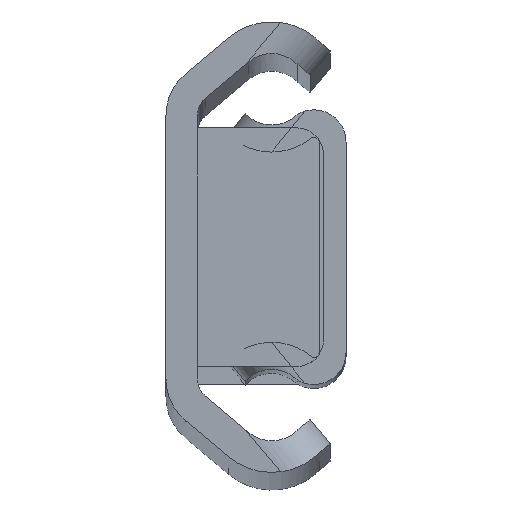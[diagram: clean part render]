
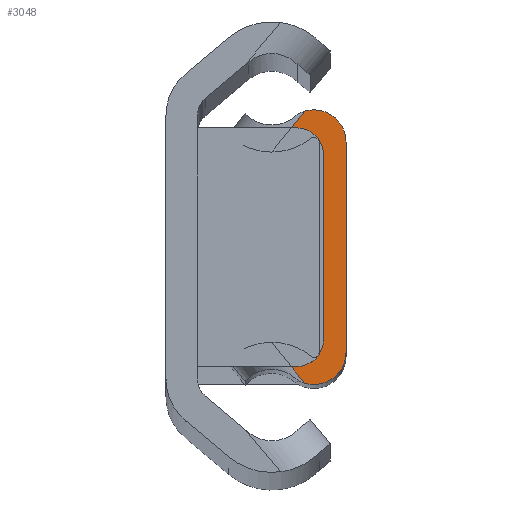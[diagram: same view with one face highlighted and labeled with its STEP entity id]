
A CAD part, top view. The second image highlights one B-rep face of the part: STEP entity #3048.
In plain terms, the highlighted planar face has unit normal (0, 0, 1).
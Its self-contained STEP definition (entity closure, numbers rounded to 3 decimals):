
#42 = CARTESIAN_POINT ( 'NONE',  ( -1.838, -6.041, 0. ) ) ;
#106 = ORIENTED_EDGE ( 'NONE', *, *, #5691, .T. ) ;
#197 = VERTEX_POINT ( 'NONE', #3276 ) ;
#203 = ORIENTED_EDGE ( 'NONE', *, *, #940, .T. ) ;
#219 = DIRECTION ( 'NONE',  ( 0., 0., 1. ) ) ;
#317 = CARTESIAN_POINT ( 'NONE',  ( 0., -4.669, 0. ) ) ;
#326 = ORIENTED_EDGE ( 'NONE', *, *, #3041, .T. ) ;
#436 = ORIENTED_EDGE ( 'NONE', *, *, #2600, .T. ) ;
#446 = VECTOR ( 'NONE', #2915, 1000. ) ;
#498 = EDGE_CURVE ( 'NONE', #3876, #1491, #3292, .T. ) ;
#583 = CARTESIAN_POINT ( 'NONE',  ( -1.431, 4.669, 0. ) ) ;
#595 = CARTESIAN_POINT ( 'NONE',  ( -1.431, -4.669, 0. ) ) ;
#716 = DIRECTION ( 'NONE',  ( 0., 0., -1. ) ) ;
#739 = AXIS2_PLACEMENT_3D ( 'NONE', #1030, #5508, #5546 ) ;
#773 = DIRECTION ( 'NONE',  ( -0.628, -0.779, 0. ) ) ;
#794 = CARTESIAN_POINT ( 'NONE',  ( -1.431, -4.669, 0. ) ) ;
#940 = EDGE_CURVE ( 'NONE', #197, #4612, #3082, .T. ) ;
#960 = VERTEX_POINT ( 'NONE', #3251 ) ;
#1014 = LINE ( 'NONE', #2362, #5793 ) ;
#1030 = CARTESIAN_POINT ( 'NONE',  ( -3.3, -7.012, 0. ) ) ;
#1491 = VERTEX_POINT ( 'NONE', #1863 ) ;
#1598 = ORIENTED_EDGE ( 'NONE', *, *, #4272, .T. ) ;
#1639 = DIRECTION ( 'NONE',  ( 0., 0., 1. ) ) ;
#1684 = CIRCLE ( 'NONE', #4958, 2.787 ) ;
#1738 = ORIENTED_EDGE ( 'NONE', *, *, #4305, .T. ) ;
#1863 = CARTESIAN_POINT ( 'NONE',  ( -1.2, 4.669, 0. ) ) ;
#1887 = CARTESIAN_POINT ( 'NONE',  ( -1.838, 6.041, 0. ) ) ;
#1960 = AXIS2_PLACEMENT_3D ( 'NONE', #595, #716, #2033 ) ;
#2033 = DIRECTION ( 'NONE',  ( 1., 0., 0. ) ) ;
#2106 = DIRECTION ( 'NONE',  ( 1., 0., 0. ) ) ;
#2333 = CARTESIAN_POINT ( 'NONE',  ( -3.302, -4.225, 0. ) ) ;
#2362 = CARTESIAN_POINT ( 'NONE',  ( -1.2, 0., 0. ) ) ;
#2409 = DIRECTION ( 'NONE',  ( 0., 0., -1. ) ) ;
#2549 = VERTEX_POINT ( 'NONE', #4374 ) ;
#2588 = LINE ( 'NONE', #3416, #4761 ) ;
#2600 = EDGE_CURVE ( 'NONE', #5319, #5740, #2588, .T. ) ;
#2634 = DIRECTION ( 'NONE',  ( 0., 0., 1. ) ) ;
#2705 = ORIENTED_EDGE ( 'NONE', *, *, #5403, .T. ) ;
#2754 = DIRECTION ( 'NONE',  ( 1., 0., 0. ) ) ;
#2791 = DIRECTION ( 'NONE',  ( 0., 0., 1. ) ) ;
#2915 = DIRECTION ( 'NONE',  ( 0.628, -0.779, 0. ) ) ;
#2986 = DIRECTION ( 'NONE',  ( 1., 0., 0. ) ) ;
#2991 = VECTOR ( 'NONE', #3856, 1000. ) ;
#3002 = AXIS2_PLACEMENT_3D ( 'NONE', #583, #2409, #2754 ) ;
#3041 = EDGE_CURVE ( 'NONE', #1491, #2549, #1014, .T. ) ;
#3048 = ADVANCED_FACE ( 'NONE', ( #3675 ), #4147, .T. ) ;
#3082 = CIRCLE ( 'NONE', #739, 2.788 ) ;
#3089 = CIRCLE ( 'NONE', #3561, 1.431 ) ;
#3251 = CARTESIAN_POINT ( 'NONE',  ( 0., 4.669, 0. ) ) ;
#3276 = CARTESIAN_POINT ( 'NONE',  ( -1.49, -4.892, 0. ) ) ;
#3292 = CIRCLE ( 'NONE', #3002, 0.231 ) ;
#3297 = CARTESIAN_POINT ( 'NONE',  ( -1.49, 4.892, 0. ) ) ;
#3416 = CARTESIAN_POINT ( 'NONE',  ( -6.911, -0.251, 0. ) ) ;
#3417 = CARTESIAN_POINT ( 'NONE',  ( -2.348, -5.408, 0. ) ) ;
#3502 = VERTEX_POINT ( 'NONE', #42 ) ;
#3561 = AXIS2_PLACEMENT_3D ( 'NONE', #4663, #219, #3835 ) ;
#3645 = DIRECTION ( 'NONE',  ( 0., -1., 0. ) ) ;
#3675 = FACE_OUTER_BOUND ( 'NONE', #4827, .T. ) ;
#3835 = DIRECTION ( 'NONE',  ( 1., 0., 0. ) ) ;
#3856 = DIRECTION ( 'NONE',  ( 0., 1., 0. ) ) ;
#3876 = VERTEX_POINT ( 'NONE', #3297 ) ;
#3883 = LINE ( 'NONE', #5178, #2991 ) ;
#3904 = EDGE_CURVE ( 'NONE', #3502, #4798, #5044, .T. ) ;
#4147 = PLANE ( 'NONE',  #4850 ) ;
#4272 = EDGE_CURVE ( 'NONE', #4612, #3502, #5453, .T. ) ;
#4305 = EDGE_CURVE ( 'NONE', #2549, #197, #4481, .T. ) ;
#4374 = CARTESIAN_POINT ( 'NONE',  ( -1.2, -4.669, 0. ) ) ;
#4481 = CIRCLE ( 'NONE', #1960, 0.231 ) ;
#4612 = VERTEX_POINT ( 'NONE', #2333 ) ;
#4663 = CARTESIAN_POINT ( 'NONE',  ( -1.431, 4.669, 0. ) ) ;
#4761 = VECTOR ( 'NONE', #773, 1000. ) ;
#4798 = VERTEX_POINT ( 'NONE', #317 ) ;
#4827 = EDGE_LOOP ( 'NONE', ( #106, #436, #2705, #5379, #326, #1738, #203, #1598, #5421, #5210 ) ) ;
#4850 = AXIS2_PLACEMENT_3D ( 'NONE', #5496, #2791, #4992 ) ;
#4938 = EDGE_CURVE ( 'NONE', #4798, #960, #3883, .T. ) ;
#4958 = AXIS2_PLACEMENT_3D ( 'NONE', #5716, #2634, #2986 ) ;
#4992 = DIRECTION ( 'NONE',  ( 1., 0., 0. ) ) ;
#5044 = CIRCLE ( 'NONE', #5142, 1.431 ) ;
#5069 = CARTESIAN_POINT ( 'NONE',  ( -3.302, 4.225, 0. ) ) ;
#5142 = AXIS2_PLACEMENT_3D ( 'NONE', #794, #1639, #2106 ) ;
#5178 = CARTESIAN_POINT ( 'NONE',  ( 0., 0., 0. ) ) ;
#5210 = ORIENTED_EDGE ( 'NONE', *, *, #4938, .T. ) ;
#5319 = VERTEX_POINT ( 'NONE', #1887 ) ;
#5379 = ORIENTED_EDGE ( 'NONE', *, *, #498, .T. ) ;
#5403 = EDGE_CURVE ( 'NONE', #5740, #3876, #1684, .T. ) ;
#5421 = ORIENTED_EDGE ( 'NONE', *, *, #3904, .T. ) ;
#5453 = LINE ( 'NONE', #3417, #446 ) ;
#5496 = CARTESIAN_POINT ( 'NONE',  ( -1.431, -4.669, 0. ) ) ;
#5508 = DIRECTION ( 'NONE',  ( 0., 0., 1. ) ) ;
#5546 = DIRECTION ( 'NONE',  ( 1., 0., 0. ) ) ;
#5691 = EDGE_CURVE ( 'NONE', #960, #5319, #3089, .T. ) ;
#5716 = CARTESIAN_POINT ( 'NONE',  ( -3.3, 7.012, 0. ) ) ;
#5740 = VERTEX_POINT ( 'NONE', #5069 ) ;
#5793 = VECTOR ( 'NONE', #3645, 1000. ) ;
